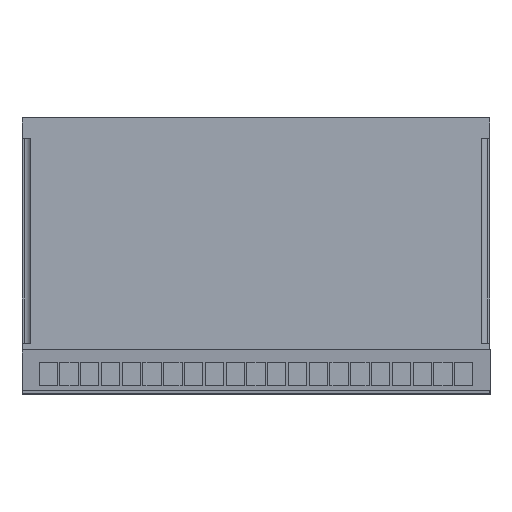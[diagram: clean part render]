
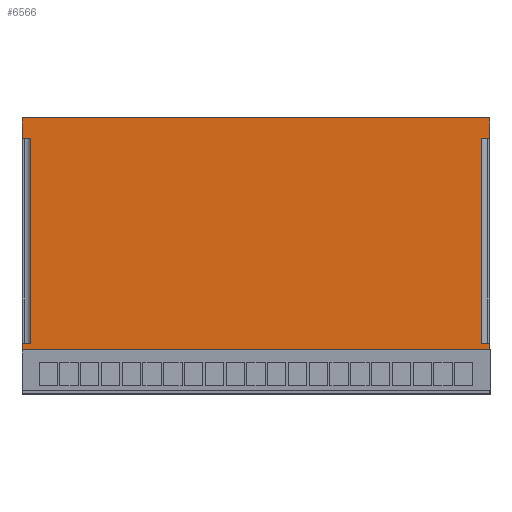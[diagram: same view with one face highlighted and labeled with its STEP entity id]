
A CAD part, top view. The second image highlights one B-rep face of the part: STEP entity #6566.
In plain terms, the highlighted planar face has unit normal (0, 0, 1).
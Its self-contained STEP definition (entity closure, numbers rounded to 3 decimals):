
#2701=CARTESIAN_POINT('POINT9305',(-99.975,-96.26,35.02)
   );
#2702=VERTEX_POINT('VERTEX9305',#2701);
#2709=CARTESIAN_POINT('POINT9306',(-96.19,-96.26,35.02));
#2710=VERTEX_POINT('VERTEX9306',#2709);
#2711=CARTESIAN_POINT('POS15937',(-49.142,-96.26,
   35.02));
#2712=DIRECTION('DIR21304',(-1.,0.,0.));
#2713=VECTOR('VEC10570',#2712,25.4);
#2714=LINE('STRAIGHT10570',#2711,#2713);
#2715=EDGE_CURVE('EDGE14080',#2710,#2702,#2714,.T.);
#2734=CARTESIAN_POINT('POINT9307',(-96.19,-8.88,35.02));
#2735=VERTEX_POINT('VERTEX9307',#2734);
#2736=CARTESIAN_POINT('POS15940',(-96.19,-29.243,35.02))
   ;
#2737=DIRECTION('DIR21308',(0.,-1.,0.));
#2738=VECTOR('VEC10572',#2737,25.4);
#2739=LINE('STRAIGHT10572',#2736,#2738);
#2740=EDGE_CURVE('EDGE14082',#2735,#2710,#2739,.T.);
#2757=CARTESIAN_POINT('POINT9308',(-99.975,-8.88,35.02))
   ;
#2758=VERTEX_POINT('VERTEX9308',#2757);
#2768=CARTESIAN_POINT('POS15944',(-49.142,
   -8.88,35.02));
#2769=DIRECTION('DIR21313',(1.,0.,0.));
#2770=VECTOR('VEC10575',#2769,25.4);
#2771=LINE('STRAIGHT10575',#2768,#2770);
#2772=EDGE_CURVE('EDGE14085',#2758,#2735,#2771,.T.);
#2782=CARTESIAN_POINT('POINT9309',(96.19,-96.26,35.02));
#2783=VERTEX_POINT('VERTEX9309',#2782);
#2791=CARTESIAN_POINT('POINT9310',(96.19,-8.88,35.02));
#2792=VERTEX_POINT('VERTEX9310',#2791);
#2799=CARTESIAN_POINT('POS15948',(96.19,-29.243,35.02));
#2800=DIRECTION('DIR21318',(0.,1.,0.));
#2801=VECTOR('VEC10578',#2800,25.4);
#2802=LINE('STRAIGHT10578',#2799,#2801);
#2803=EDGE_CURVE('EDGE14088',#2783,#2792,#2802,.T.);
#2815=CARTESIAN_POINT('POINT9312',(99.975,-96.26,35.02))
   ;
#2816=VERTEX_POINT('VERTEX9312',#2815);
#2831=CARTESIAN_POINT('POS15952',(49.142,-96.26,
   35.02));
#2832=DIRECTION('DIR21323',(-1.,0.,0.));
#2833=VECTOR('VEC10581',#2832,25.4);
#2834=LINE('STRAIGHT10581',#2831,#2833);
#2835=EDGE_CURVE('EDGE14091',#2816,#2783,#2834,.T.);
#2869=CARTESIAN_POINT('POINT9314',(99.975,-8.88,35.02));
#2870=VERTEX_POINT('VERTEX9314',#2869);
#2877=CARTESIAN_POINT('POS15958',(49.142,-8.88,
   35.02));
#2878=DIRECTION('DIR21331',(1.,0.,0.));
#2879=VECTOR('VEC10585',#2878,25.4);
#2880=LINE('STRAIGHT10585',#2877,#2879);
#2881=EDGE_CURVE('EDGE14095',#2792,#2870,#2880,.T.);
#2904=CARTESIAN_POINT('POINT9317',(-99.975,0.,35.02));
#2905=VERTEX_POINT('VERTEX9317',#2904);
#2912=CARTESIAN_POINT('POINT9318',(99.975,0.,35.02));
#2913=VERTEX_POINT('VERTEX9318',#2912);
#2914=CARTESIAN_POINT('POS15962',(0.,0.,35.02));
#2915=DIRECTION('DIR21336',(-1.,0.,0.));
#2916=VECTOR('VEC10588',#2915,25.4);
#2917=LINE('STRAIGHT10588',#2914,#2916);
#2918=EDGE_CURVE('EDGE14098',#2913,#2905,#2917,.T.);
#6486=CARTESIAN_POINT('POINT9523',(-99.975,-99.2,35.02))
   ;
#6487=VERTEX_POINT('VERTEX9523',#6486);
#6496=CARTESIAN_POINT('POS16395',(-99.975,-49.605,35.02)
   );
#6497=DIRECTION('DIR21893',(0.,-1.,0.));
#6498=VECTOR('VEC10897',#6497,25.4);
#6499=LINE('STRAIGHT10897',#6496,#6498);
#6500=EDGE_CURVE('EDGE14410',#2702,#6487,#6499,.T.);
#6505=EDGE_CURVE('EDGE14411',#2905,#2758,#6499,.T.);
#6534=CARTESIAN_POINT('POINT9525',(99.975,-99.2,35.02));
#6535=VERTEX_POINT('VERTEX9525',#6534);
#6536=CARTESIAN_POINT('POS16398',(-50.,-99.2,35.02));
#6537=DIRECTION('DIR21897',(-1.,0.,0.));
#6538=VECTOR('VEC10899',#6537,25.4);
#6539=LINE('STRAIGHT10899',#6536,#6538);
#6540=EDGE_CURVE('EDGE14414',#6535,#6487,#6539,.T.);
#6541=ORIENTED_EDGE('COEDGE28616',*,*,#6540,.F.);
#6542=CARTESIAN_POINT('POS16399',(99.975,-49.605,35.02))
   ;
#6543=DIRECTION('DIR21898',(0.,1.,0.));
#6544=VECTOR('VEC10900',#6543,25.4);
#6545=LINE('STRAIGHT10900',#6542,#6544);
#6546=EDGE_CURVE('EDGE14415',#6535,#2816,#6545,.T.);
#6547=ORIENTED_EDGE('COEDGE28617',*,*,#6546,.T.);
#6548=ORIENTED_EDGE('COEDGE28618',*,*,#2835,.T.);
#6549=ORIENTED_EDGE('COEDGE28619',*,*,#2803,.T.);
#6550=ORIENTED_EDGE('COEDGE28620',*,*,#2881,.T.);
#6551=EDGE_CURVE('EDGE14416',#2870,#2913,#6545,.T.);
#6552=ORIENTED_EDGE('COEDGE28621',*,*,#6551,.T.);
#6553=ORIENTED_EDGE('COEDGE28622',*,*,#2918,.T.);
#6554=ORIENTED_EDGE('COEDGE28623',*,*,#6505,.T.);
#6555=ORIENTED_EDGE('COEDGE28624',*,*,#2772,.T.);
#6556=ORIENTED_EDGE('COEDGE28625',*,*,#2740,.T.);
#6557=ORIENTED_EDGE('COEDGE28626',*,*,#2715,.T.);
#6558=ORIENTED_EDGE('COEDGE28627',*,*,#6500,.T.);
#6559=EDGE_LOOP('NONE',(#6541,#6547,#6548,#6549,#6550,#6552,#6553,#6554,
   #6555,#6556,#6557,#6558));
#6560=FACE_BOUND('LOOP1',#6559,.T.);
#6561=CARTESIAN_POINT('POS16400',(0.,-49.605,35.02));
#6562=DIRECTION('DIR21899',(0.,0.,1.));
#6563=DIRECTION('DIR21900',(1.,0.,0.));
#6564=AXIS2_PLACEMENT_3D('AXIS5500',#6561,#6562,#6563);
#6565=PLANE('PLANE3628',#6564);
#6566=ADVANCED_FACE('FACE5601',(#6560),#6565,.T.);
